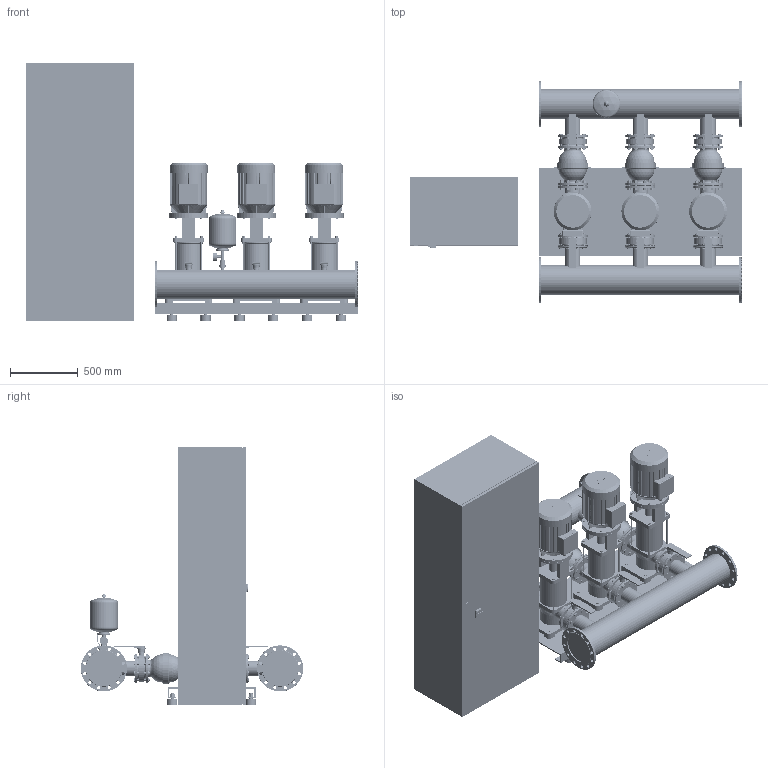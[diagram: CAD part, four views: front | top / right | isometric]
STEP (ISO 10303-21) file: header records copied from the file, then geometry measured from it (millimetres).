
FILE_DESCRIPTION((''),'2;1');
FILE_NAME('3d_COR-3MVI7002_2-2523259.stp','2011-08-26T14:44:26',(''),(''),'Mechanical Desktop 2009','Mechanical Desktop 2009',', , ');
FILE_SCHEMA(('CONFIG_CONTROL_DESIGN'));
Length unit declared in the file: millimetre
Products named in the file (1): Product
Bounding box: 2450 x 1639.55 x 1900 mm (x, y, z)
Volume: 1109501918.8 mm3; surface area: 22565645 mm2
Topology: 187 solids, 187 shells, 5345 faces, 12794 edges, 8297 vertices
Faces by surface type: plane 2671, cylinder 1475, bspline 737, cone 322, torus 102, sphere 38
Full cylindrical faces by diameter (mm): 114.3 x6, 205 x6
Entity records: 167195 total; most frequent: CARTESIAN_POINT 40811, DIRECTION 26470, ORIENTED_EDGE 25516, EDGE_CURVE 12758, AXIS2_PLACEMENT_3D 9258, VERTEX_POINT 8288, VECTOR 7954, LINE 7954
